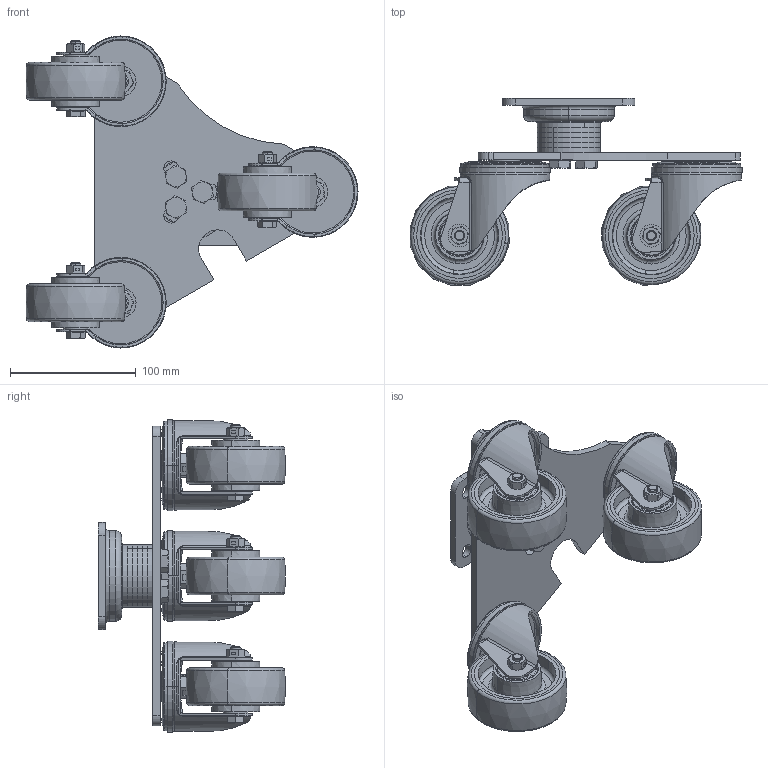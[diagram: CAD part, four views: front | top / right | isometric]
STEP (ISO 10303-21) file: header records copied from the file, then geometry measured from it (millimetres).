
FILE_DESCRIPTION (( 'STEP AP214' ), '1' );
FILE_NAME ('0049313_TRI-PUBA-080-P1-149-schwarz_(A-06).step', '2019-11-18T09:36:35', ( '' ), ( '' ), 'SwSTEP 2.0', 'SolidWorks 2018', '' );
FILE_SCHEMA (( 'AUTOMOTIVE_DESIGN' ));
Length unit declared in the file: millimetre
Products named in the file (1): 0049313_TRI-PUBA-080-P1-149-schwarz_(A-06)
Bounding box: 263.61 x 148.48 x 247.8 mm (x, y, z)
Volume: 772643.3 mm3; surface area: 398385.9 mm2
Topology: 77 solids, 77 shells, 1479 faces, 3284 edges, 2009 vertices
Faces by surface type: plane 499, cylinder 475, cone 258, torus 211, bspline 36
Entity records: 61783 total; most frequent: CARTESIAN_POINT 11381, DIRECTION 7412, ORIENTED_EDGE 6520, EDGE_CURVE 3260, AXIS2_PLACEMENT_3D 3116, VERTEX_POINT 2009, EDGE_LOOP 1741, CIRCLE 1672
